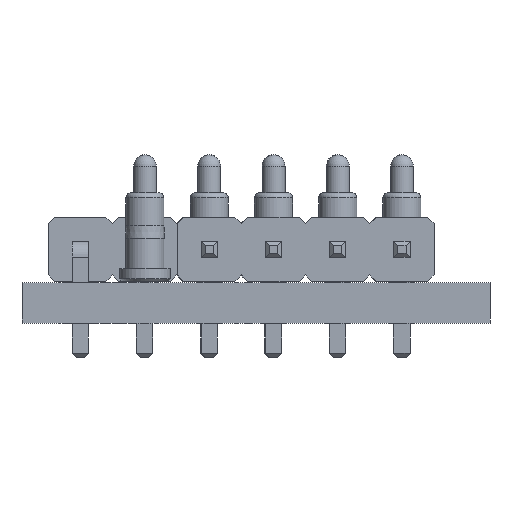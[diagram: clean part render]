
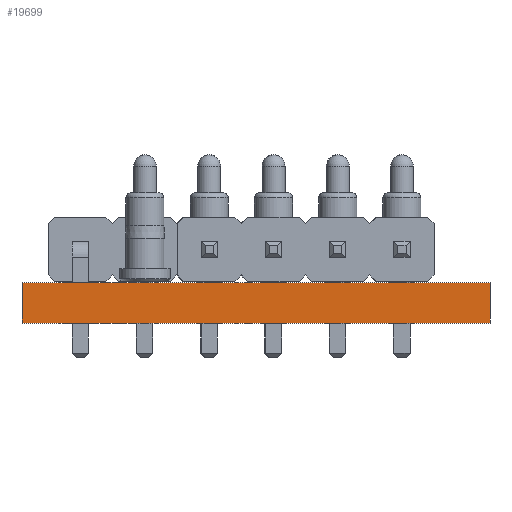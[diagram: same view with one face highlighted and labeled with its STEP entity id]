
A CAD part, front view. The second image highlights one B-rep face of the part: STEP entity #19699.
In plain terms, the highlighted planar face has unit normal (0, -1, 0).
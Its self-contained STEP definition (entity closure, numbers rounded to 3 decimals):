
#19518 = PLANE('',#19519);
#19519 = AXIS2_PLACEMENT_3D('',#19520,#19521,#19522);
#19520 = CARTESIAN_POINT('',(9.25,12.4,0.));
#19521 = DIRECTION('',(1.,0.,-0.));
#19522 = DIRECTION('',(0.,-1.,0.));
#19543 = VERTEX_POINT('',#19544);
#19544 = CARTESIAN_POINT('',(9.25,-12.4,1.6));
#19558 = PLANE('',#19559);
#19559 = AXIS2_PLACEMENT_3D('',#19560,#19561,#19562);
#19560 = CARTESIAN_POINT('',(0.,0.,1.6));
#19561 = DIRECTION('',(-0.,-0.,-1.));
#19562 = DIRECTION('',(-1.,0.,0.));
#19570 = EDGE_CURVE('',#19571,#19543,#19573,.T.);
#19571 = VERTEX_POINT('',#19572);
#19572 = CARTESIAN_POINT('',(9.25,-12.4,0.));
#19573 = SURFACE_CURVE('',#19574,(#19578,#19585),.PCURVE_S1.);
#19574 = LINE('',#19575,#19576);
#19575 = CARTESIAN_POINT('',(9.25,-12.4,0.));
#19576 = VECTOR('',#19577,1.);
#19577 = DIRECTION('',(0.,0.,1.));
#19578 = PCURVE('',#19518,#19579);
#19579 = DEFINITIONAL_REPRESENTATION('',(#19580),#19584);
#19580 = LINE('',#19581,#19582);
#19581 = CARTESIAN_POINT('',(24.8,0.));
#19582 = VECTOR('',#19583,1.);
#19583 = DIRECTION('',(0.,-1.));
#19584 = ( GEOMETRIC_REPRESENTATION_CONTEXT(2) 
PARAMETRIC_REPRESENTATION_CONTEXT() REPRESENTATION_CONTEXT('2D SPACE',''
  ) );
#19585 = PCURVE('',#19586,#19591);
#19586 = PLANE('',#19587);
#19587 = AXIS2_PLACEMENT_3D('',#19588,#19589,#19590);
#19588 = CARTESIAN_POINT('',(9.25,-12.4,0.));
#19589 = DIRECTION('',(0.,-1.,0.));
#19590 = DIRECTION('',(-1.,0.,0.));
#19591 = DEFINITIONAL_REPRESENTATION('',(#19592),#19596);
#19592 = LINE('',#19593,#19594);
#19593 = CARTESIAN_POINT('',(0.,-0.));
#19594 = VECTOR('',#19595,1.);
#19595 = DIRECTION('',(0.,-1.));
#19596 = ( GEOMETRIC_REPRESENTATION_CONTEXT(2) 
PARAMETRIC_REPRESENTATION_CONTEXT() REPRESENTATION_CONTEXT('2D SPACE',''
  ) );
#19612 = PLANE('',#19613);
#19613 = AXIS2_PLACEMENT_3D('',#19614,#19615,#19616);
#19614 = CARTESIAN_POINT('',(0.,0.,0.));
#19615 = DIRECTION('',(-0.,-0.,-1.));
#19616 = DIRECTION('',(-1.,0.,0.));
#19645 = PLANE('',#19646);
#19646 = AXIS2_PLACEMENT_3D('',#19647,#19648,#19649);
#19647 = CARTESIAN_POINT('',(-9.25,-12.4,0.));
#19648 = DIRECTION('',(-1.,0.,0.));
#19649 = DIRECTION('',(0.,1.,0.));
#19699 = ADVANCED_FACE('',(#19700),#19586,.T.);
#19700 = FACE_BOUND('',#19701,.T.);
#19701 = EDGE_LOOP('',(#19702,#19703,#19726,#19749));
#19702 = ORIENTED_EDGE('',*,*,#19570,.T.);
#19703 = ORIENTED_EDGE('',*,*,#19704,.T.);
#19704 = EDGE_CURVE('',#19543,#19705,#19707,.T.);
#19705 = VERTEX_POINT('',#19706);
#19706 = CARTESIAN_POINT('',(-9.25,-12.4,1.6));
#19707 = SURFACE_CURVE('',#19708,(#19712,#19719),.PCURVE_S1.);
#19708 = LINE('',#19709,#19710);
#19709 = CARTESIAN_POINT('',(9.25,-12.4,1.6));
#19710 = VECTOR('',#19711,1.);
#19711 = DIRECTION('',(-1.,0.,0.));
#19712 = PCURVE('',#19586,#19713);
#19713 = DEFINITIONAL_REPRESENTATION('',(#19714),#19718);
#19714 = LINE('',#19715,#19716);
#19715 = CARTESIAN_POINT('',(0.,-1.6));
#19716 = VECTOR('',#19717,1.);
#19717 = DIRECTION('',(1.,0.));
#19718 = ( GEOMETRIC_REPRESENTATION_CONTEXT(2) 
PARAMETRIC_REPRESENTATION_CONTEXT() REPRESENTATION_CONTEXT('2D SPACE',''
  ) );
#19719 = PCURVE('',#19558,#19720);
#19720 = DEFINITIONAL_REPRESENTATION('',(#19721),#19725);
#19721 = LINE('',#19722,#19723);
#19722 = CARTESIAN_POINT('',(-9.25,-12.4));
#19723 = VECTOR('',#19724,1.);
#19724 = DIRECTION('',(1.,0.));
#19725 = ( GEOMETRIC_REPRESENTATION_CONTEXT(2) 
PARAMETRIC_REPRESENTATION_CONTEXT() REPRESENTATION_CONTEXT('2D SPACE',''
  ) );
#19726 = ORIENTED_EDGE('',*,*,#19727,.F.);
#19727 = EDGE_CURVE('',#19728,#19705,#19730,.T.);
#19728 = VERTEX_POINT('',#19729);
#19729 = CARTESIAN_POINT('',(-9.25,-12.4,0.));
#19730 = SURFACE_CURVE('',#19731,(#19735,#19742),.PCURVE_S1.);
#19731 = LINE('',#19732,#19733);
#19732 = CARTESIAN_POINT('',(-9.25,-12.4,0.));
#19733 = VECTOR('',#19734,1.);
#19734 = DIRECTION('',(0.,0.,1.));
#19735 = PCURVE('',#19586,#19736);
#19736 = DEFINITIONAL_REPRESENTATION('',(#19737),#19741);
#19737 = LINE('',#19738,#19739);
#19738 = CARTESIAN_POINT('',(18.5,0.));
#19739 = VECTOR('',#19740,1.);
#19740 = DIRECTION('',(0.,-1.));
#19741 = ( GEOMETRIC_REPRESENTATION_CONTEXT(2) 
PARAMETRIC_REPRESENTATION_CONTEXT() REPRESENTATION_CONTEXT('2D SPACE',''
  ) );
#19742 = PCURVE('',#19645,#19743);
#19743 = DEFINITIONAL_REPRESENTATION('',(#19744),#19748);
#19744 = LINE('',#19745,#19746);
#19745 = CARTESIAN_POINT('',(0.,0.));
#19746 = VECTOR('',#19747,1.);
#19747 = DIRECTION('',(0.,-1.));
#19748 = ( GEOMETRIC_REPRESENTATION_CONTEXT(2) 
PARAMETRIC_REPRESENTATION_CONTEXT() REPRESENTATION_CONTEXT('2D SPACE',''
  ) );
#19749 = ORIENTED_EDGE('',*,*,#19750,.F.);
#19750 = EDGE_CURVE('',#19571,#19728,#19751,.T.);
#19751 = SURFACE_CURVE('',#19752,(#19756,#19763),.PCURVE_S1.);
#19752 = LINE('',#19753,#19754);
#19753 = CARTESIAN_POINT('',(9.25,-12.4,0.));
#19754 = VECTOR('',#19755,1.);
#19755 = DIRECTION('',(-1.,0.,0.));
#19756 = PCURVE('',#19586,#19757);
#19757 = DEFINITIONAL_REPRESENTATION('',(#19758),#19762);
#19758 = LINE('',#19759,#19760);
#19759 = CARTESIAN_POINT('',(0.,-0.));
#19760 = VECTOR('',#19761,1.);
#19761 = DIRECTION('',(1.,0.));
#19762 = ( GEOMETRIC_REPRESENTATION_CONTEXT(2) 
PARAMETRIC_REPRESENTATION_CONTEXT() REPRESENTATION_CONTEXT('2D SPACE',''
  ) );
#19763 = PCURVE('',#19612,#19764);
#19764 = DEFINITIONAL_REPRESENTATION('',(#19765),#19769);
#19765 = LINE('',#19766,#19767);
#19766 = CARTESIAN_POINT('',(-9.25,-12.4));
#19767 = VECTOR('',#19768,1.);
#19768 = DIRECTION('',(1.,0.));
#19769 = ( GEOMETRIC_REPRESENTATION_CONTEXT(2) 
PARAMETRIC_REPRESENTATION_CONTEXT() REPRESENTATION_CONTEXT('2D SPACE',''
  ) );
